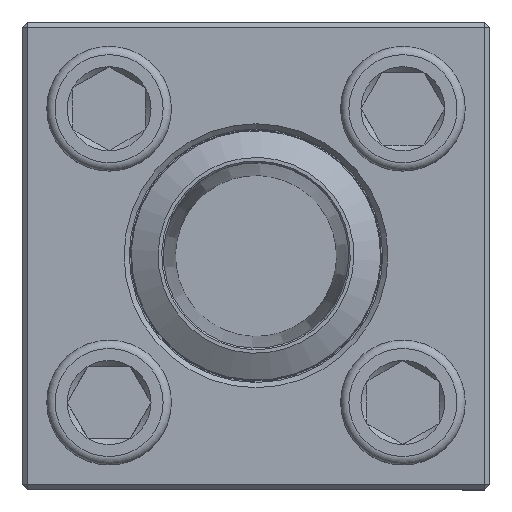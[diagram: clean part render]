
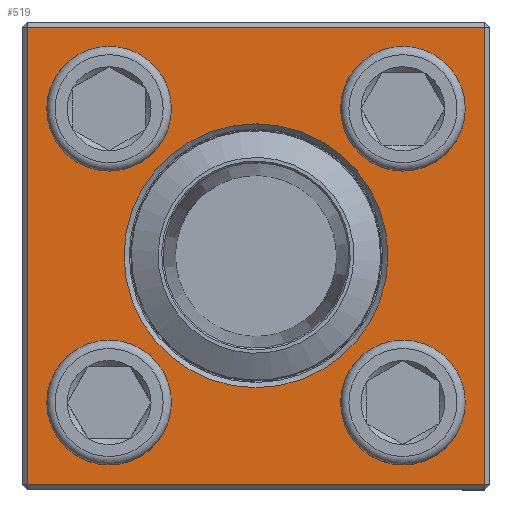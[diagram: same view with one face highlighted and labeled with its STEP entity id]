
A CAD part, top view. The second image highlights one B-rep face of the part: STEP entity #519.
In plain terms, the highlighted planar face has unit normal (0, 0, 1).
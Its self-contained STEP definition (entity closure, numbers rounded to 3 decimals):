
#309=FACE_BOUND('',#748,.T.);
#310=FACE_BOUND('',#749,.T.);
#311=FACE_BOUND('',#750,.T.);
#312=FACE_BOUND('',#751,.T.);
#313=FACE_BOUND('',#752,.T.);
#314=FACE_BOUND('',#753,.T.);
#432=CIRCLE('',#1736,25.4);
#433=CIRCLE('',#1737,9.);
#434=CIRCLE('',#1738,9.);
#435=CIRCLE('',#1739,9.);
#436=CIRCLE('',#1740,9.);
#519=ADVANCED_FACE('',(#309,#310,#311,#312,#313,#314),#637,.F.);
#637=PLANE('',#1741);
#748=EDGE_LOOP('',(#940));
#749=EDGE_LOOP('',(#941,#942,#943,#944));
#750=EDGE_LOOP('',(#945));
#751=EDGE_LOOP('',(#946));
#752=EDGE_LOOP('',(#947));
#753=EDGE_LOOP('',(#948));
#940=ORIENTED_EDGE('',*,*,#1432,.T.);
#941=ORIENTED_EDGE('',*,*,#1433,.T.);
#942=ORIENTED_EDGE('',*,*,#1434,.T.);
#943=ORIENTED_EDGE('',*,*,#1435,.T.);
#944=ORIENTED_EDGE('',*,*,#1436,.T.);
#945=ORIENTED_EDGE('',*,*,#1437,.T.);
#946=ORIENTED_EDGE('',*,*,#1438,.T.);
#947=ORIENTED_EDGE('',*,*,#1439,.T.);
#948=ORIENTED_EDGE('',*,*,#1440,.T.);
#1306=VERTEX_POINT('',#2480);
#1307=VERTEX_POINT('',#2482);
#1308=VERTEX_POINT('',#2483);
#1309=VERTEX_POINT('',#2485);
#1310=VERTEX_POINT('',#2487);
#1311=VERTEX_POINT('',#2490);
#1312=VERTEX_POINT('',#2492);
#1313=VERTEX_POINT('',#2494);
#1314=VERTEX_POINT('',#2496);
#1432=EDGE_CURVE('',#1306,#1306,#432,.T.);
#1433=EDGE_CURVE('',#1307,#1308,#1615,.T.);
#1434=EDGE_CURVE('',#1308,#1309,#1616,.T.);
#1435=EDGE_CURVE('',#1309,#1310,#1617,.T.);
#1436=EDGE_CURVE('',#1310,#1307,#1618,.T.);
#1437=EDGE_CURVE('',#1311,#1311,#433,.T.);
#1438=EDGE_CURVE('',#1312,#1312,#434,.T.);
#1439=EDGE_CURVE('',#1313,#1313,#435,.T.);
#1440=EDGE_CURVE('',#1314,#1314,#436,.T.);
#1615=LINE('',#2481,#1681);
#1616=LINE('',#2484,#1682);
#1617=LINE('',#2486,#1683);
#1618=LINE('',#2488,#1684);
#1681=VECTOR('',#1974,1.);
#1682=VECTOR('',#1975,1.);
#1683=VECTOR('',#1976,1.);
#1684=VECTOR('',#1977,1.);
#1736=AXIS2_PLACEMENT_3D('',#2479,#1972,#1973);
#1737=AXIS2_PLACEMENT_3D('',#2489,#1978,#1979);
#1738=AXIS2_PLACEMENT_3D('',#2491,#1980,#1981);
#1739=AXIS2_PLACEMENT_3D('',#2493,#1982,#1983);
#1740=AXIS2_PLACEMENT_3D('',#2495,#1984,#1985);
#1741=AXIS2_PLACEMENT_3D('',#2497,#1986,#1987);
#1972=DIRECTION('',(0.,0.,-1.));
#1973=DIRECTION('',(-1.,0.,0.));
#1974=DIRECTION('',(-1.,0.,0.));
#1975=DIRECTION('',(0.,-1.,0.));
#1976=DIRECTION('',(1.,0.,0.));
#1977=DIRECTION('',(0.,1.,0.));
#1978=DIRECTION('',(0.,0.,-1.));
#1979=DIRECTION('',(-1.,0.,0.));
#1980=DIRECTION('',(0.,0.,-1.));
#1981=DIRECTION('',(-1.,0.,0.));
#1982=DIRECTION('',(0.,0.,-1.));
#1983=DIRECTION('',(-1.,0.,0.));
#1984=DIRECTION('',(0.,0.,-1.));
#1985=DIRECTION('',(-1.,0.,0.));
#1986=DIRECTION('',(0.,0.,-1.));
#1987=DIRECTION('',(-1.,0.,0.));
#2479=CARTESIAN_POINT('',(0.,0.,29.));
#2480=CARTESIAN_POINT('',(-25.4,0.,29.));
#2481=CARTESIAN_POINT('',(-45.,44.,29.));
#2482=CARTESIAN_POINT('',(44.,44.,29.));
#2483=CARTESIAN_POINT('',(-44.,44.,29.));
#2484=CARTESIAN_POINT('',(-44.,-45.,29.));
#2485=CARTESIAN_POINT('',(-44.,-44.,29.));
#2486=CARTESIAN_POINT('',(45.,-44.,29.));
#2487=CARTESIAN_POINT('',(44.,-44.,29.));
#2488=CARTESIAN_POINT('',(44.,45.,29.));
#2489=CARTESIAN_POINT('',(-28.284,-28.284,29.));
#2490=CARTESIAN_POINT('',(-37.284,-28.284,29.));
#2491=CARTESIAN_POINT('',(-28.284,28.284,29.));
#2492=CARTESIAN_POINT('',(-37.284,28.284,29.));
#2493=CARTESIAN_POINT('',(28.284,28.284,29.));
#2494=CARTESIAN_POINT('',(19.284,28.284,29.));
#2495=CARTESIAN_POINT('',(28.284,-28.284,29.));
#2496=CARTESIAN_POINT('',(19.284,-28.284,29.));
#2497=CARTESIAN_POINT('',(0.,0.,29.));
